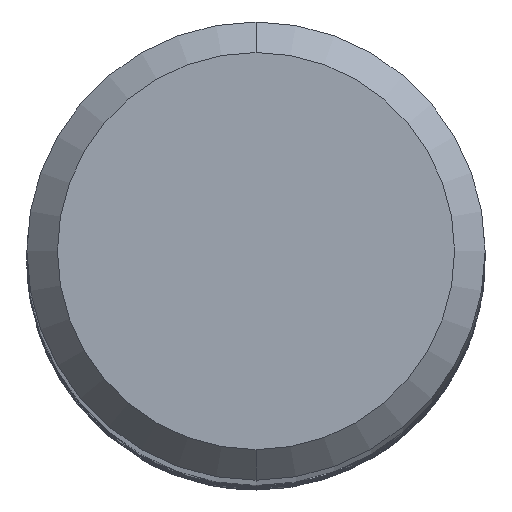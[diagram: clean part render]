
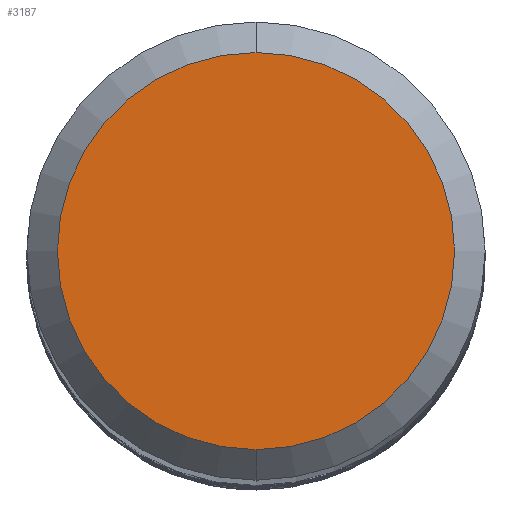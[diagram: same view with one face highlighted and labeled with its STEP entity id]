
A CAD part, top view. The second image highlights one B-rep face of the part: STEP entity #3187.
In plain terms, the highlighted planar face has unit normal (0, 0, 1).
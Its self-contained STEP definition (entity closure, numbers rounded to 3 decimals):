
#1165=EDGE_CURVE('',#1677,#1561,#3409,.T.);
#1561=VERTEX_POINT('',#3831);
#1677=VERTEX_POINT('',#3959);
#2233=EDGE_CURVE('',#1561,#1677,#4568,.T.);
#3187=ADVANCED_FACE('',(#5608),#5609,.T.);
#3409=CIRCLE('',#6289,2.6);
#3831=CARTESIAN_POINT('',(0.,-2.6,0.0));
#3959=CARTESIAN_POINT('',(0.0,2.6,0.0));
#4568=CIRCLE('',#21186,2.6);
#5608=FACE_OUTER_BOUND('',#32672,.T.);
#5609=PLANE('',#32673);
#6289=AXIS2_PLACEMENT_3D('',#34789,#34790,#34791);
#21186=AXIS2_PLACEMENT_3D('',#35893,#35894,#35895);
#32672=EDGE_LOOP('',(#37037,#37038));
#32673=AXIS2_PLACEMENT_3D('',#37039,#37040,#37041);
#34789=CARTESIAN_POINT('',(0.0,0.0,0.0));
#34790=DIRECTION('',(0.0,0.0,-1.0));
#34791=DIRECTION('',(0.0,1.0,0.0));
#35893=CARTESIAN_POINT('',(0.0,0.0,0.0));
#35894=DIRECTION('',(0.0,0.0,-1.0));
#35895=DIRECTION('',(0.0,1.0,0.0));
#37037=ORIENTED_EDGE('',*,*,#1165,.F.);
#37038=ORIENTED_EDGE('',*,*,#2233,.F.);
#37039=CARTESIAN_POINT('',(0.0,1.3,0.0));
#37040=DIRECTION('',(-0.0,0.0,1.0));
#37041=DIRECTION('',(0.0,-1.0,0.0));
